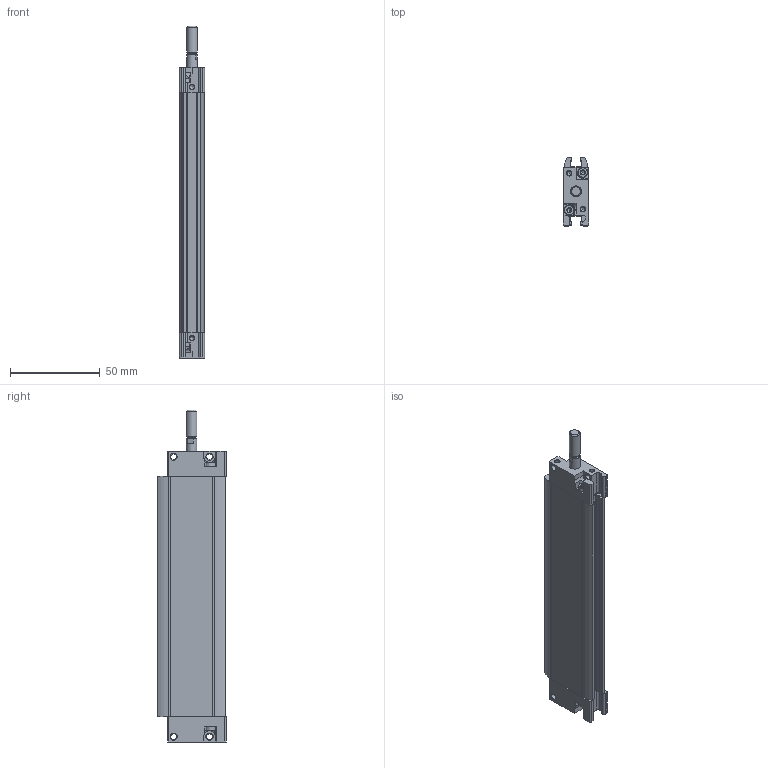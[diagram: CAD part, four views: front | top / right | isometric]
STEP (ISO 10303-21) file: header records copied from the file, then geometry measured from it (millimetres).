
FILE_DESCRIPTION(/* description */ ('STEP AP214'),/* implementation_level */ '2;1');
FILE_NAME(/* name */ '161229_DZF-12-100-A-P-A',/* time_stamp */ '2024-08-23T16:51:16+02:00',/* author */ ('License CC BY-ND 4.0'),/* organization */ ('CADENAS'),/* preprocessor_version */ 'ST-DEVELOPER v19.3',/* originating_system */ 'PARTsolutions',/* authorisation */ ' ');
FILE_SCHEMA (('AUTOMOTIVE_DESIGN {1 0 10303 214 3 1 1}'));
Length unit declared in the file: millimetre
Products named in the file (4): 161229 DZF-12-100-A-P-A---(0); 161229 DZF-12-100-A-P-A---(ZR); 161229 DZF-12-100-A-P-A---(KS); DIN-913 - M5x5
Assembly tree (4 placements, depth 2):
  161229 DZF-12-100-A-P-A---(0)
    161229 DZF-12-100-A-P-A---(ZR)
    161229 DZF-12-100-A-P-A---(KS)
    DIN-913 - M5x5  x2
Bounding box: 14 x 38 x 185 mm (x, y, z)
Volume: 54261.8 mm3; surface area: 31026.4 mm2
Topology: 4 solids, 4 shells, 328 faces, 851 edges, 537 vertices
Faces by surface type: cylinder 137, plane 114, cone 75, torus 2
Full cylindrical faces by diameter (mm): 2.459 x10, 3.242 x4, 4 x1, 4.134 x4, 4.8 x1, 5 x2, 6 x3
Entity records: 9484 total; most frequent: CARTESIAN_POINT 2191, DIRECTION 1450, ORIENTED_EDGE 1448, EDGE_CURVE 724, AXIS2_PLACEMENT_3D 553, VERTEX_POINT 504, FACE_BOUND 410, EDGE_LOOP 398
